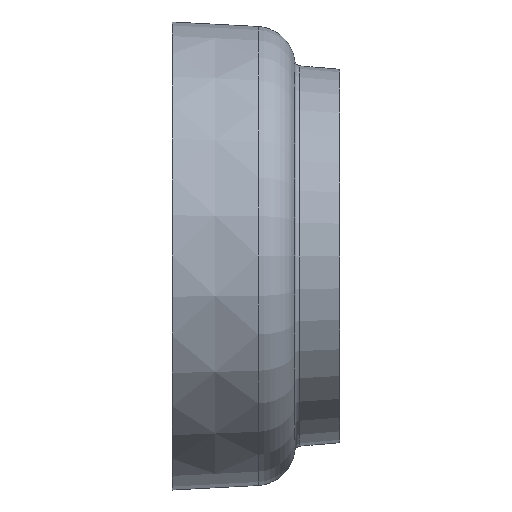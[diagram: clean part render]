
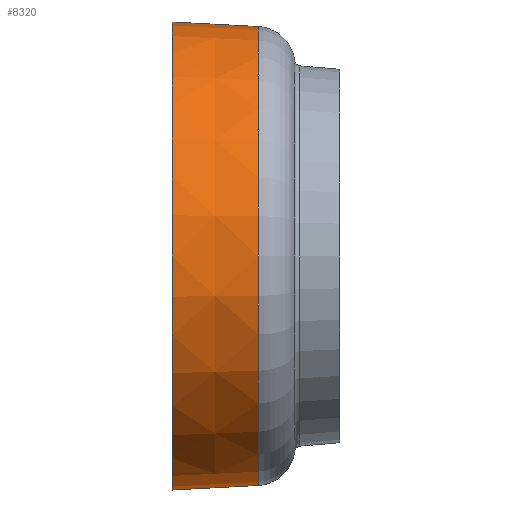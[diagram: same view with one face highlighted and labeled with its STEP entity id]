
A CAD part, left-side view. The second image highlights one B-rep face of the part: STEP entity #8320.
In plain terms, the highlighted conical face has half-angle 3 degrees and reference radius 210 mm.
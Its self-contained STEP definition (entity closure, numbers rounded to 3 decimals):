
#84 = EDGE_CURVE ( 'NONE', #4675, #2514, #5164, .T. ) ;
#200 = EDGE_LOOP ( 'NONE', ( #3270, #6201, #8034, #5556 ) ) ;
#352 = DIRECTION ( 'NONE',  ( 0., 1., 0. ) ) ;
#360 = EDGE_CURVE ( 'NONE', #1198, #2514, #8005, .T. ) ;
#655 = CARTESIAN_POINT ( 'NONE',  ( -165., 0., 0. ) ) ;
#883 = EDGE_CURVE ( 'NONE', #9021, #4675, #2809, .T. ) ;
#890 = CARTESIAN_POINT ( 'NONE',  ( -165., 0., 210. ) ) ;
#1091 = CARTESIAN_POINT ( 'NONE',  ( -165., 0., -210. ) ) ;
#1198 = VERTEX_POINT ( 'NONE', #1091 ) ;
#1363 = EDGE_CURVE ( 'NONE', #9021, #1198, #8621, .T. ) ;
#1548 = AXIS2_PLACEMENT_3D ( 'NONE', #4265, #352, #9101 ) ;
#1603 = AXIS2_PLACEMENT_3D ( 'NONE', #655, #5328, #5253 ) ;
#1782 = CARTESIAN_POINT ( 'NONE',  ( -165., -76.832, -205.973 ) ) ;
#2514 = VERTEX_POINT ( 'NONE', #890 ) ;
#2809 = CIRCLE ( 'NONE', #3215, 205.973 ) ;
#2963 = CARTESIAN_POINT ( 'NONE',  ( -165., 0., -210. ) ) ;
#3215 = AXIS2_PLACEMENT_3D ( 'NONE', #4054, #4909, #3375 ) ;
#3270 = ORIENTED_EDGE ( 'NONE', *, *, #1363, .F. ) ;
#3375 = DIRECTION ( 'NONE',  ( 0., 0., 1. ) ) ;
#3668 = CARTESIAN_POINT ( 'NONE',  ( -165., 0., 210. ) ) ;
#4051 = VECTOR ( 'NONE', #10007, 1000. ) ;
#4054 = CARTESIAN_POINT ( 'NONE',  ( -165., -76.832, 0. ) ) ;
#4265 = CARTESIAN_POINT ( 'NONE',  ( -165., 0., 0. ) ) ;
#4269 = DIRECTION ( 'NONE',  ( 0., 0.999, 0.052 ) ) ;
#4423 = VECTOR ( 'NONE', #4269, 1000. ) ;
#4442 = FACE_OUTER_BOUND ( 'NONE', #200, .T. ) ;
#4675 = VERTEX_POINT ( 'NONE', #10038 ) ;
#4909 = DIRECTION ( 'NONE',  ( 0., 1., 0. ) ) ;
#5164 = LINE ( 'NONE', #3668, #4423 ) ;
#5253 = DIRECTION ( 'NONE',  ( 0., 0., 1. ) ) ;
#5328 = DIRECTION ( 'NONE',  ( 0., 1., 0. ) ) ;
#5556 = ORIENTED_EDGE ( 'NONE', *, *, #360, .F. ) ;
#6201 = ORIENTED_EDGE ( 'NONE', *, *, #883, .T. ) ;
#8005 = CIRCLE ( 'NONE', #1603, 210. ) ;
#8034 = ORIENTED_EDGE ( 'NONE', *, *, #84, .T. ) ;
#8320 = ADVANCED_FACE ( 'NONE', ( #4442 ), #9492, .T. ) ;
#8621 = LINE ( 'NONE', #2963, #4051 ) ;
#9021 = VERTEX_POINT ( 'NONE', #1782 ) ;
#9101 = DIRECTION ( 'NONE',  ( 0., 0., 1. ) ) ;
#9492 = CONICAL_SURFACE ( 'NONE', #1548, 210., 0.052 ) ;
#10007 = DIRECTION ( 'NONE',  ( 0., 0.999, -0.052 ) ) ;
#10038 = CARTESIAN_POINT ( 'NONE',  ( -165., -76.832, 205.973 ) ) ;
